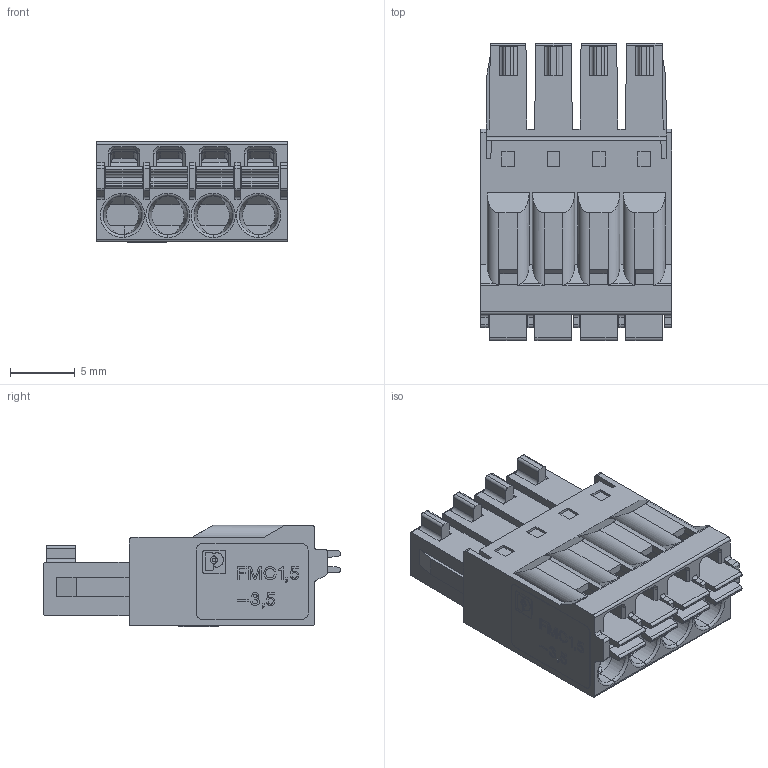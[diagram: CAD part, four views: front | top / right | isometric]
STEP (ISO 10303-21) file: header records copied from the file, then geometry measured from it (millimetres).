
FILE_DESCRIPTION(('STEP AP242'),'1');
FILE_NAME('1952283.stp','2023-05-24T08:21:21',('TraceParts'),('TraceParts S.A.'),'Spatial InterOp 3D',' ',' ');
FILE_SCHEMA(('AP242_MANAGED_MODEL_BASED_3D_ENGINEERING_MIM_LF {1 0 10303 442 1 1 4}'));
Length unit declared in the file: millimetre
Products named in the file (1): 1952283_1
Bounding box: 14.78 x 22.9 x 7.8 mm (x, y, z)
Volume: 1527.2 mm3; surface area: 2344.1 mm2
Topology: 9 solids, 9 shells, 902 faces, 2438 edges, 1593 vertices
Faces by surface type: plane 638, cylinder 199, cone 37, torus 15, bspline 13
Entity records: 43634 total; most frequent: CARTESIAN_POINT 6946, ORIENTED_EDGE 4876, DIRECTION 4618, EDGE_CURVE 2438, STYLED_ITEM 2193, PRESENTATION_STYLE_ASSIGNMENT 2193, COLOUR_RGB 2193, LINE 1900
